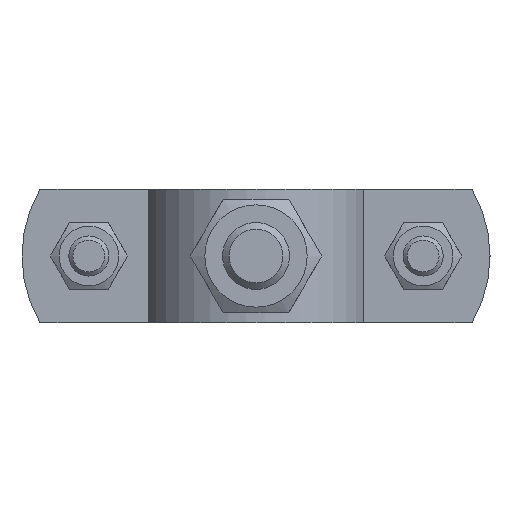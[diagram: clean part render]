
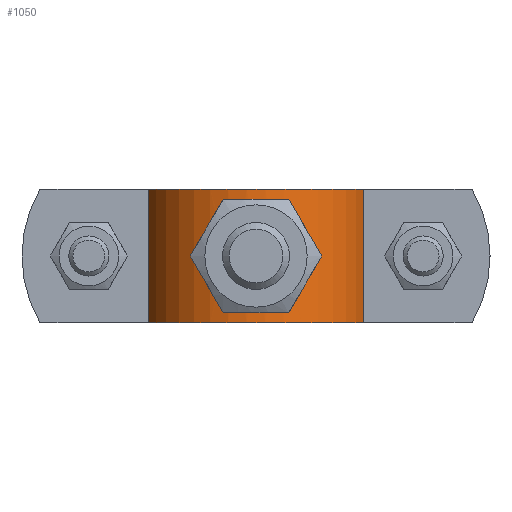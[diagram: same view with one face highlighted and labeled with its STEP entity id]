
A CAD part, front view. The second image highlights one B-rep face of the part: STEP entity #1050.
In plain terms, the highlighted cylindrical face has radius 17 mm (diameter 34 mm), a partial arc.
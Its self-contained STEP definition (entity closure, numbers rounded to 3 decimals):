
#605=CARTESIAN_POINT('',(5.0,16.248,0.));
#606=VERTEX_POINT('',#605);
#607=CARTESIAN_POINT('',(5.,16.248,0.));
#608=CARTESIAN_POINT('',(5.,16.248,0.545));
#609=CARTESIAN_POINT('',(4.907,16.278,1.119));
#610=CARTESIAN_POINT('',(4.716,16.333,1.661));
#611=CARTESIAN_POINT('',(4.568,16.375,2.08));
#612=CARTESIAN_POINT('',(4.363,16.433,2.481));
#613=CARTESIAN_POINT('',(4.115,16.494,2.84));
#614=CARTESIAN_POINT('',(3.969,16.531,3.052));
#615=CARTESIAN_POINT('',(3.808,16.569,3.25));
#616=CARTESIAN_POINT('',(3.638,16.606,3.43));
#617=CARTESIAN_POINT('',(3.489,16.639,3.588));
#618=CARTESIAN_POINT('',(3.331,16.671,3.735));
#619=CARTESIAN_POINT('',(3.159,16.704,3.875));
#620=CARTESIAN_POINT('',(2.719,16.787,4.235));
#621=CARTESIAN_POINT('',(2.197,16.867,4.53));
#622=CARTESIAN_POINT('',(1.642,16.921,4.723));
#623=CARTESIAN_POINT('',(1.304,16.953,4.84));
#624=CARTESIAN_POINT('',(0.954,16.977,4.921));
#625=CARTESIAN_POINT('',(0.607,16.989,4.963));
#626=CARTESIAN_POINT('',(0.388,16.997,4.99));
#627=CARTESIAN_POINT('',(0.172,17.,5.002));
#628=CARTESIAN_POINT('',(-0.042,17.,5.));
#629=CARTESIAN_POINT('',(-0.599,16.999,4.995));
#630=CARTESIAN_POINT('',(-1.186,16.968,4.893));
#631=CARTESIAN_POINT('',(-1.735,16.911,4.689));
#632=CARTESIAN_POINT('',(-2.22,16.861,4.51));
#633=CARTESIAN_POINT('',(-2.677,16.793,4.253));
#634=CARTESIAN_POINT('',(-3.073,16.72,3.944));
#635=CARTESIAN_POINT('',(-3.257,16.686,3.801));
#636=CARTESIAN_POINT('',(-3.427,16.652,3.648));
#637=CARTESIAN_POINT('',(-3.584,16.618,3.486));
#638=CARTESIAN_POINT('',(-3.978,16.533,3.081));
#639=CARTESIAN_POINT('',(-4.324,16.443,2.582));
#640=CARTESIAN_POINT('',(-4.567,16.375,2.034));
#641=CARTESIAN_POINT('',(-4.741,16.327,1.645));
#642=CARTESIAN_POINT('',(-4.864,16.289,1.232));
#643=CARTESIAN_POINT('',(-4.933,16.269,0.818));
#644=CARTESIAN_POINT('',(-4.975,16.256,0.565));
#645=CARTESIAN_POINT('',(-4.996,16.249,0.313));
#646=CARTESIAN_POINT('',(-5.,16.248,0.066));
#647=CARTESIAN_POINT('',(-5.003,16.247,-0.176));
#648=CARTESIAN_POINT('',(-4.989,16.252,-0.421));
#649=CARTESIAN_POINT('',(-4.955,16.262,-0.669));
#650=CARTESIAN_POINT('',(-4.878,16.285,-1.239));
#651=CARTESIAN_POINT('',(-4.696,16.341,-1.813));
#652=CARTESIAN_POINT('',(-4.424,16.414,-2.33));
#653=CARTESIAN_POINT('',(-4.26,16.459,-2.642));
#654=CARTESIAN_POINT('',(-4.063,16.509,-2.934));
#655=CARTESIAN_POINT('',(-3.845,16.559,-3.196));
#656=CARTESIAN_POINT('',(-3.647,16.605,-3.434));
#657=CARTESIAN_POINT('',(-3.436,16.651,-3.646));
#658=CARTESIAN_POINT('',(-3.197,16.697,-3.844));
#659=CARTESIAN_POINT('',(-2.759,16.78,-4.208));
#660=CARTESIAN_POINT('',(-2.238,16.861,-4.51));
#661=CARTESIAN_POINT('',(-1.682,16.917,-4.709));
#662=CARTESIAN_POINT('',(-1.188,16.966,-4.885));
#663=CARTESIAN_POINT('',(-0.666,16.994,-4.981));
#664=CARTESIAN_POINT('',(-0.163,16.999,-4.997));
#665=CARTESIAN_POINT('',(0.065,17.001,-5.005));
#666=CARTESIAN_POINT('',(0.291,16.999,-4.997));
#667=CARTESIAN_POINT('',(0.522,16.992,-4.973));
#668=CARTESIAN_POINT('',(1.087,16.975,-4.913));
#669=CARTESIAN_POINT('',(1.661,16.927,-4.752));
#670=CARTESIAN_POINT('',(2.185,16.859,-4.498));
#671=CARTESIAN_POINT('',(2.561,16.81,-4.315));
#672=CARTESIAN_POINT('',(2.911,16.752,-4.085));
#673=CARTESIAN_POINT('',(3.22,16.692,-3.825));
#674=CARTESIAN_POINT('',(3.449,16.648,-3.633));
#675=CARTESIAN_POINT('',(3.652,16.604,-3.428));
#676=CARTESIAN_POINT('',(3.844,16.56,-3.198));
#677=CARTESIAN_POINT('',(4.207,16.476,-2.762));
#678=CARTESIAN_POINT('',(4.507,16.393,-2.243));
#679=CARTESIAN_POINT('',(4.706,16.336,-1.689));
#680=CARTESIAN_POINT('',(4.903,16.279,-1.139));
#681=CARTESIAN_POINT('',(5.0,16.248,-0.554));
#682=CARTESIAN_POINT('',(5.0,16.248,0.));
#683=B_SPLINE_CURVE_WITH_KNOTS('',3,(#607,#608,#609,#610,#611,#612,#613,#614,#615,#616,#617,#618,#619,#620,#621,#622,#623,#624,#625,#626,#627,#628,#629,#630,#631,#632,#633,#634,#635,#636,#637,#638,#639,#640,#641,#642,#643,#644,#645,#646,#647,#648,#649,#650,#651,#652,#653,#654,#655,#656,#657,#658,#659,#660,#661,#662,#663,#664,#665,#666,#667,#668,#669,#670,#671,#672,#673,#674,#675,#676,#677,#678,#679,#680,#681,#682),.UNSPECIFIED.,.T.,.U.,(4,3,3,3,3,3,3,3,3,3,3,3,3,3,3,3,3,3,3,3,3,3,3,3,3,4),(0.0,0.163,0.29,0.364,0.43,0.597,0.698,0.762,0.929,1.076,1.144,1.315,1.436,1.51,1.582,1.749,1.85,1.941,2.109,2.258,2.326,2.492,2.611,2.699,2.867,3.033),.UNSPECIFIED.);
#684=EDGE_CURVE('',#606,#606,#683,.T.);
#868=CARTESIAN_POINT('',(16.086,5.5,10.0));
#869=VERTEX_POINT('',#868);
#876=CARTESIAN_POINT('',(-16.086,5.5,10.0));
#877=VERTEX_POINT('',#876);
#878=CARTESIAN_POINT('',(0.0,0.0,10.0));
#879=DIRECTION('',(0.0,0.0,-1.));
#880=DIRECTION('',(-0.946,-0.324,0.0));
#881=AXIS2_PLACEMENT_3D('',#878,#879,#880);
#882=CIRCLE('',#881,17.);
#883=EDGE_CURVE('',#877,#869,#882,.T.);
#923=CARTESIAN_POINT('',(16.086,5.5,-10.0));
#924=VERTEX_POINT('',#923);
#931=CARTESIAN_POINT('',(16.086,5.5,10.0));
#932=DIRECTION('',(0.0,0.0,-1.0));
#933=VECTOR('',#932,20.0);
#934=LINE('',#931,#933);
#935=EDGE_CURVE('',#869,#924,#934,.T.);
#1012=CARTESIAN_POINT('',(-16.086,5.5,-10.0));
#1013=VERTEX_POINT('',#1012);
#1020=CARTESIAN_POINT('',(0.0,0.0,-10.0));
#1021=DIRECTION('',(0.0,0.0,1.));
#1022=DIRECTION('',(-0.946,-0.324,0.0));
#1023=AXIS2_PLACEMENT_3D('',#1020,#1021,#1022);
#1024=CIRCLE('',#1023,17.);
#1025=EDGE_CURVE('',#924,#1013,#1024,.T.);
#1031=CARTESIAN_POINT('',(0.0,0.0,0.0));
#1032=DIRECTION('',(0.0,0.0,1.0));
#1033=DIRECTION('',(-0.946,-0.324,0.0));
#1034=AXIS2_PLACEMENT_3D('',#1031,#1032,#1033);
#1035=CYLINDRICAL_SURFACE('',#1034,17.0);
#1036=ORIENTED_EDGE('',*,*,#883,.T.);
#1037=ORIENTED_EDGE('',*,*,#935,.T.);
#1038=ORIENTED_EDGE('',*,*,#1025,.T.);
#1039=CARTESIAN_POINT('',(-16.086,5.5,10.0));
#1040=DIRECTION('',(0.0,0.0,-1.0));
#1041=VECTOR('',#1040,20.0);
#1042=LINE('',#1039,#1041);
#1043=EDGE_CURVE('',#877,#1013,#1042,.T.);
#1044=ORIENTED_EDGE('',*,*,#1043,.F.);
#1045=EDGE_LOOP('',(#1036,#1037,#1038,#1044));
#1046=FACE_OUTER_BOUND('',#1045,.T.);
#1047=ORIENTED_EDGE('',*,*,#684,.T.);
#1048=EDGE_LOOP('',(#1047));
#1049=FACE_BOUND('',#1048,.T.);
#1050=ADVANCED_FACE('',(#1046,#1049),#1035,.T.);
